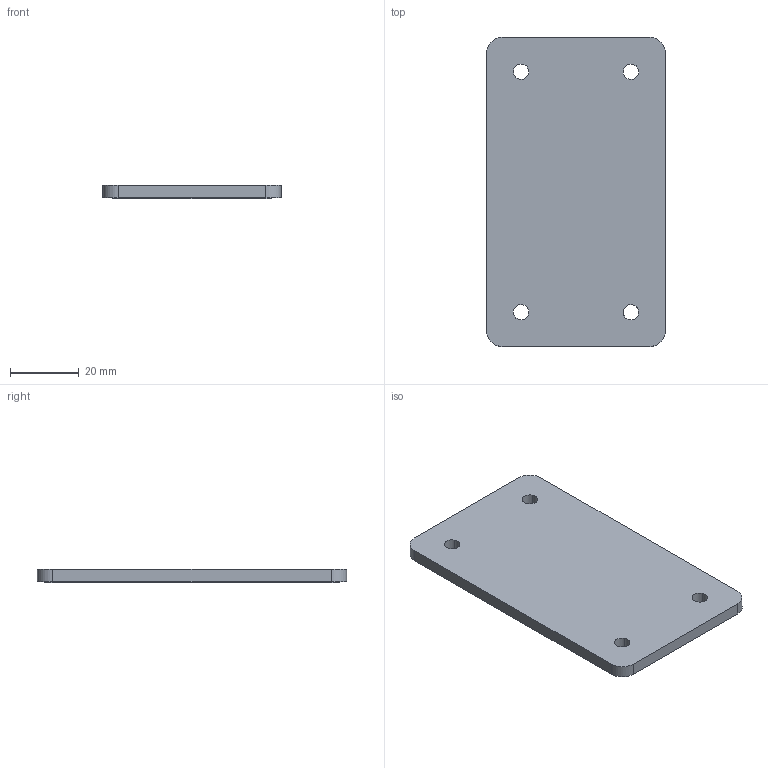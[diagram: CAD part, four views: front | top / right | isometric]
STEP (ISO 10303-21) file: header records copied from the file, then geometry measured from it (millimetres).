
FILE_DESCRIPTION(('CATIA V5 STEP Exchange','CAx-IF Rec.Pracs.--- Model Styling and Organization---1.4--- 2014-01-23'),'2;1');
FILE_NAME ('018356-2_1_1664350000_1664350000.stp','2019-08-21T07:25:01+00:00',('none'),('Weidmueller'),'CATIA Version 5-6 Release 2016 SP3 HF44','CATIA V5 STEP AP214','none');
FILE_SCHEMA(('AUTOMOTIVE_DESIGN { 1 0 10303 214 1 1 1 1 }'));
Length unit declared in the file: millimetre
Products named in the file (1): 1664350000
Bounding box: 52 x 90 x 3.96 mm (x, y, z)
Volume: 12352.9 mm3; surface area: 12128.4 mm2
Topology: 2 solids, 2 shells, 67 faces, 180 edges, 120 vertices
Faces by surface type: cylinder 36, plane 31
Entity records: 2541 total; most frequent: CARTESIAN_POINT 809, ORIENTED_EDGE 360, DIRECTION 276, EDGE_CURVE 180, VERTEX_POINT 120, VECTOR 108, LINE 108, AXIS2_PLACEMENT_3D 103
